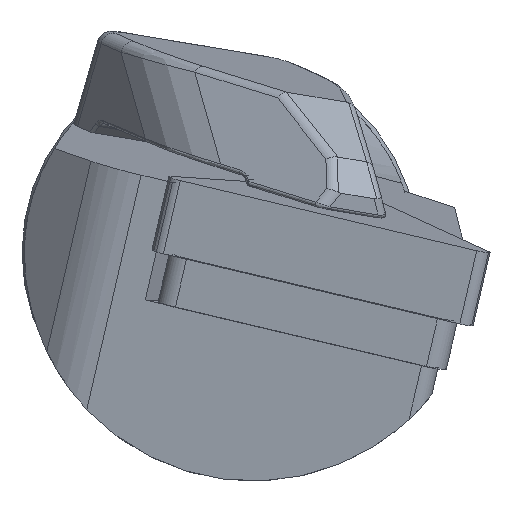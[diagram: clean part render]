
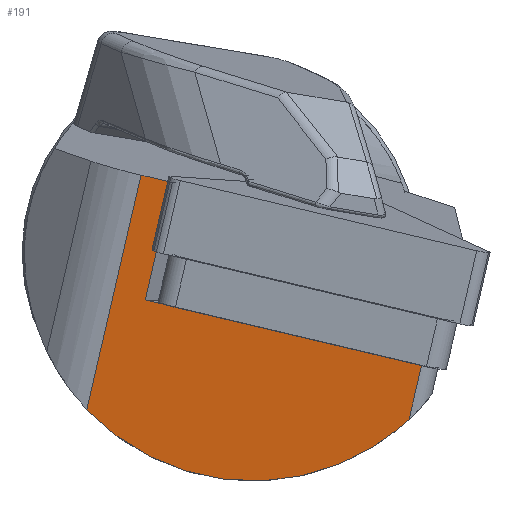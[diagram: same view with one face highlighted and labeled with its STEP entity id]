
A CAD part, left-side view. The second image highlights one B-rep face of the part: STEP entity #191.
In plain terms, the highlighted planar face has unit normal (-0.993, 0.073, -0.09).
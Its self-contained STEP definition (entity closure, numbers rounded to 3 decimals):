
#146=ELLIPSE('',#1698,14.498,14.4);
#191=ADVANCED_FACE('',(#326),#291,.F.);
#291=PLANE('',#1699);
#326=FACE_OUTER_BOUND('',#421,.T.);
#421=EDGE_LOOP('',(#800,#801,#802,#803,#804,#805,#806));
#522=LINE('',#2390,#638);
#534=LINE('',#2416,#650);
#541=LINE('',#2461,#657);
#545=LINE('',#2478,#661);
#546=LINE('',#2482,#662);
#547=LINE('',#2484,#663);
#638=VECTOR('',#1881,1.);
#650=VECTOR('',#1901,1.);
#657=VECTOR('',#1926,1.);
#661=VECTOR('',#1936,1.);
#662=VECTOR('',#1939,1.);
#663=VECTOR('',#1940,1.);
#800=ORIENTED_EDGE('',*,*,#1383,.F.);
#801=ORIENTED_EDGE('',*,*,#1396,.T.);
#802=ORIENTED_EDGE('',*,*,#1414,.F.);
#803=ORIENTED_EDGE('',*,*,#1420,.F.);
#804=ORIENTED_EDGE('',*,*,#1421,.T.);
#805=ORIENTED_EDGE('',*,*,#1422,.T.);
#806=ORIENTED_EDGE('',*,*,#1423,.F.);
#1232=VERTEX_POINT('',#2387);
#1233=VERTEX_POINT('',#2389);
#1243=VERTEX_POINT('',#2415);
#1260=VERTEX_POINT('',#2460);
#1265=VERTEX_POINT('',#2479);
#1266=VERTEX_POINT('',#2481);
#1267=VERTEX_POINT('',#2483);
#1383=EDGE_CURVE('',#1233,#1232,#522,.T.);
#1396=EDGE_CURVE('',#1233,#1243,#534,.T.);
#1414=EDGE_CURVE('',#1260,#1243,#541,.T.);
#1420=EDGE_CURVE('',#1265,#1260,#545,.T.);
#1421=EDGE_CURVE('',#1265,#1266,#146,.T.);
#1422=EDGE_CURVE('',#1266,#1267,#546,.T.);
#1423=EDGE_CURVE('',#1232,#1267,#547,.T.);
#1698=AXIS2_PLACEMENT_3D('',#2480,#1937,#1938);
#1699=AXIS2_PLACEMENT_3D('',#2485,#1941,#1942);
#1881=DIRECTION('',(-0.051,-0.972,-0.23));
#1901=DIRECTION('',(-0.105,-0.224,0.969));
#1926=DIRECTION('',(-0.051,-0.972,-0.23));
#1936=DIRECTION('',(-0.105,-0.224,0.969));
#1937=DIRECTION('',(-0.993,0.073,-0.09));
#1938=DIRECTION('',(0.116,0.627,-0.77));
#1939=DIRECTION('',(-0.105,-0.224,0.969));
#1940=DIRECTION('',(-0.051,-0.972,-0.23));
#1941=DIRECTION('',(0.993,-0.073,0.09));
#1942=DIRECTION('',(0.09,0.,-0.996));
#2387=CARTESIAN_POINT('',(2.414,3.464,-3.283));
#2389=CARTESIAN_POINT('',(2.48,4.728,-2.985));
#2390=CARTESIAN_POINT('',(1.568,-12.684,-7.103));
#2415=CARTESIAN_POINT('',(1.682,3.018,4.419));
#2416=CARTESIAN_POINT('',(0.912,1.372,11.551));
#2460=CARTESIAN_POINT('',(1.786,5.002,4.888));
#2461=CARTESIAN_POINT('',(0.769,-14.393,0.301));
#2478=CARTESIAN_POINT('',(4.89,11.647,-23.892));
#2479=CARTESIAN_POINT('',(3.38,8.415,-9.892));
#2480=CARTESIAN_POINT('',(1.709,-2.05,0.));
#2481=CARTESIAN_POINT('',(1.935,-11.898,-10.506));
#2482=CARTESIAN_POINT('',(3.874,-7.748,-28.48));
#2483=CARTESIAN_POINT('',(1.568,-12.684,-7.103));
#2484=CARTESIAN_POINT('',(1.568,-12.684,-7.103));
#2485=CARTESIAN_POINT('',(3.874,-7.748,-28.48));
